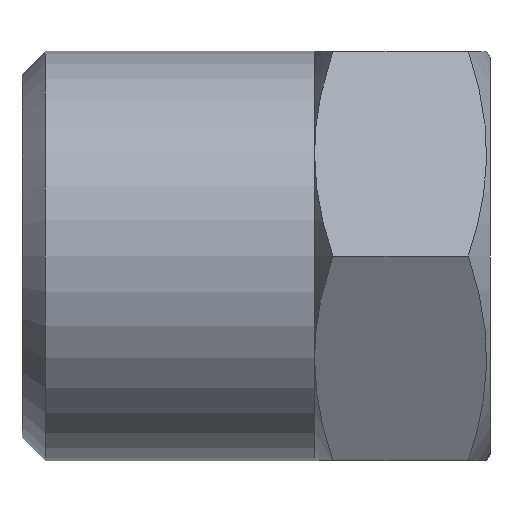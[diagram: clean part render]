
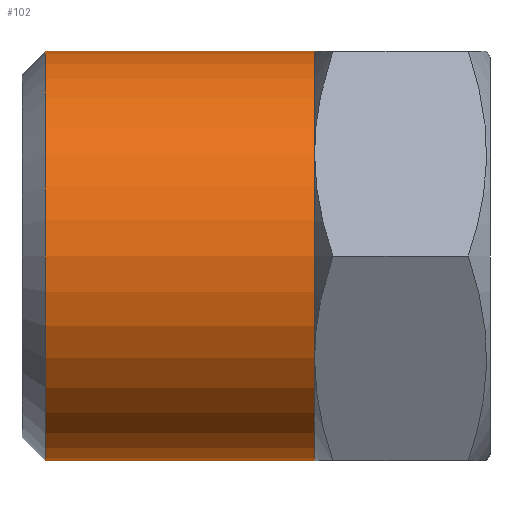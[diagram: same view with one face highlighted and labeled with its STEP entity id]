
A CAD part, left-side view. The second image highlights one B-rep face of the part: STEP entity #102.
In plain terms, the highlighted cylindrical face has radius 3.5 mm (diameter 7 mm), a partial arc.
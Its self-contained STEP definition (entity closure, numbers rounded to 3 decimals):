
#19 = CIRCLE ( 'NONE', #43, 3.5 ) ;
#20 = VECTOR ( 'NONE', #584, 1000. ) ;
#43 = AXIS2_PLACEMENT_3D ( 'NONE', #662, #663, #664 ) ;
#44 = CIRCLE ( 'NONE', #45, 3.5 ) ;
#45 = AXIS2_PLACEMENT_3D ( 'NONE', #665, #666, #667 ) ;
#46 = CIRCLE ( 'NONE', #47, 3.5 ) ;
#47 = AXIS2_PLACEMENT_3D ( 'NONE', #690, #691, #692 ) ;
#48 = CIRCLE ( 'NONE', #49, 3.5 ) ;
#49 = AXIS2_PLACEMENT_3D ( 'NONE', #723, #724, #725 ) ;
#52 = VECTOR ( 'NONE', #739, 1000. ) ;
#102 = ADVANCED_FACE ( 'NONE', ( #869 ), #870, .T. ) ;
#139 = EDGE_CURVE ( 'NONE', #846, #844, #904, .T. ) ;
#163 = EDGE_CURVE ( 'NONE', #846, #845, #19, .T. ) ;
#164 = EDGE_CURVE ( 'NONE', #844, #835, #44, .T. ) ;
#169 = EDGE_CURVE ( 'NONE', #835, #839, #46, .T. ) ;
#176 = EDGE_CURVE ( 'NONE', #839, #841, #48, .T. ) ;
#179 = EDGE_CURVE ( 'NONE', #845, #841, #913, .T. ) ;
#259 = AXIS2_PLACEMENT_3D ( 'NONE', #490, #489, #488 ) ;
#333 = CARTESIAN_POINT ( 'NONE',  ( 0., 3., 3.5 ) ) ;
#334 = CARTESIAN_POINT ( 'NONE',  ( 0., 7.6, -3.5 ) ) ;
#335 = CARTESIAN_POINT ( 'NONE',  ( 0., 7.6, 3.5 ) ) ;
#441 = ORIENTED_EDGE ( 'NONE', *, *, #139, .F. ) ;
#442 = ORIENTED_EDGE ( 'NONE', *, *, #179, .T. ) ;
#443 = ORIENTED_EDGE ( 'NONE', *, *, #163, .T. ) ;
#444 = ORIENTED_EDGE ( 'NONE', *, *, #169, .F. ) ;
#445 = ORIENTED_EDGE ( 'NONE', *, *, #176, .F. ) ;
#446 = ORIENTED_EDGE ( 'NONE', *, *, #164, .F. ) ;
#488 = DIRECTION ( 'NONE',  ( 0., 0., -1. ) ) ;
#489 = DIRECTION ( 'NONE',  ( 0., -1., 0. ) ) ;
#490 = CARTESIAN_POINT ( 'NONE',  ( 0., -2.419, 0. ) ) ;
#583 = CARTESIAN_POINT ( 'NONE',  ( 0., -2.419, 3.5 ) ) ;
#584 = DIRECTION ( 'NONE',  ( 0., -1., 0. ) ) ;
#662 = CARTESIAN_POINT ( 'NONE',  ( 0., 7.6, 0. ) ) ;
#663 = DIRECTION ( 'NONE',  ( 0., -1., 0. ) ) ;
#664 = DIRECTION ( 'NONE',  ( 0., 0., -1. ) ) ;
#665 = CARTESIAN_POINT ( 'NONE',  ( 0., 3., 0. ) ) ;
#666 = DIRECTION ( 'NONE',  ( 0., -1., 0. ) ) ;
#667 = DIRECTION ( 'NONE',  ( 0., 0., -1. ) ) ;
#690 = CARTESIAN_POINT ( 'NONE',  ( 0., 3., 0. ) ) ;
#691 = DIRECTION ( 'NONE',  ( 0., -1., 0. ) ) ;
#692 = DIRECTION ( 'NONE',  ( 0., 0., -1. ) ) ;
#723 = CARTESIAN_POINT ( 'NONE',  ( 0., 3., 0. ) ) ;
#724 = DIRECTION ( 'NONE',  ( 0., -1., 0. ) ) ;
#725 = DIRECTION ( 'NONE',  ( 0., 0., -1. ) ) ;
#738 = CARTESIAN_POINT ( 'NONE',  ( 0., -2.419, -3.5 ) ) ;
#739 = DIRECTION ( 'NONE',  ( 0., -1., 0. ) ) ;
#785 = CARTESIAN_POINT ( 'NONE',  ( -3.031, 3., 1.75 ) ) ;
#789 = CARTESIAN_POINT ( 'NONE',  ( -3.031, 3., -1.75 ) ) ;
#791 = CARTESIAN_POINT ( 'NONE',  ( 0., 3., -3.5 ) ) ;
#835 = VERTEX_POINT ( 'NONE', #785 ) ;
#839 = VERTEX_POINT ( 'NONE', #789 ) ;
#841 = VERTEX_POINT ( 'NONE', #791 ) ;
#844 = VERTEX_POINT ( 'NONE', #333 ) ;
#845 = VERTEX_POINT ( 'NONE', #334 ) ;
#846 = VERTEX_POINT ( 'NONE', #335 ) ;
#869 = FACE_OUTER_BOUND ( 'NONE', #958, .T. ) ;
#870 = CYLINDRICAL_SURFACE ( 'NONE', #259, 3.5 ) ;
#904 = LINE ( 'NONE', #583, #20 ) ;
#913 = LINE ( 'NONE', #738, #52 ) ;
#958 = EDGE_LOOP ( 'NONE', ( #441, #443, #442, #445, #444, #446 ) ) ;
